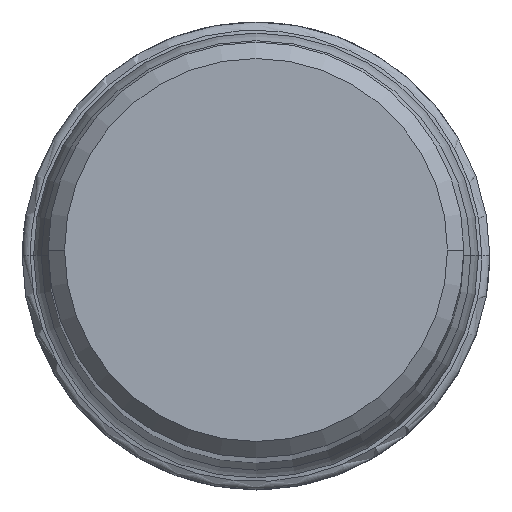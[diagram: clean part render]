
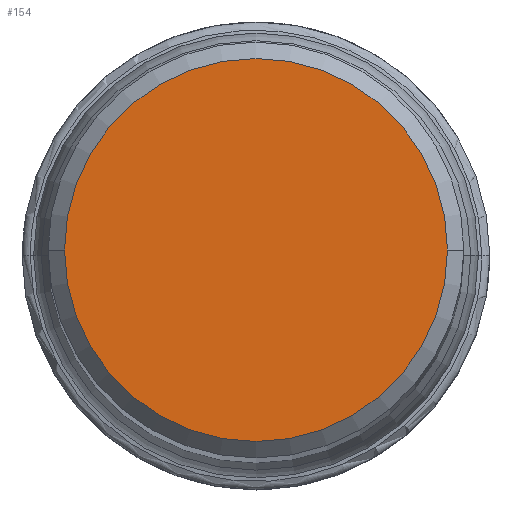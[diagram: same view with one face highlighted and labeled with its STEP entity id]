
A CAD part, top view. The second image highlights one B-rep face of the part: STEP entity #154.
In plain terms, the highlighted planar face has unit normal (0, 0, 1).
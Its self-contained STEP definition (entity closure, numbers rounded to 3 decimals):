
#30=PLANE('',#1043);
#154=ADVANCED_FACE('',(#213),#30,.F.);
#213=FACE_OUTER_BOUND('',#267,.T.);
#267=EDGE_LOOP('',(#458,#459,#460,#461));
#458=ORIENTED_EDGE('',*,*,#662,.T.);
#459=ORIENTED_EDGE('',*,*,#660,.T.);
#460=ORIENTED_EDGE('',*,*,#659,.T.);
#461=ORIENTED_EDGE('',*,*,#663,.T.);
#554=VERTEX_POINT('',#3998);
#555=VERTEX_POINT('',#4000);
#556=VERTEX_POINT('',#4002);
#557=VERTEX_POINT('',#4006);
#659=EDGE_CURVE('',#555,#554,#785,.T.);
#660=EDGE_CURVE('',#556,#555,#786,.T.);
#662=EDGE_CURVE('',#557,#556,#787,.T.);
#663=EDGE_CURVE('',#554,#557,#788,.T.);
#785=CIRCLE('',#1037,11.7);
#786=CIRCLE('',#1038,11.7);
#787=CIRCLE('',#1040,11.7);
#788=CIRCLE('',#1041,11.7);
#1037=AXIS2_PLACEMENT_3D('',#3999,#1289,#1290);
#1038=AXIS2_PLACEMENT_3D('',#4001,#1291,#1292);
#1040=AXIS2_PLACEMENT_3D('',#4005,#1296,#1297);
#1041=AXIS2_PLACEMENT_3D('',#4007,#1298,#1299);
#1043=AXIS2_PLACEMENT_3D('',#4009,#1302,#1303);
#1289=DIRECTION('',(0.,0.,1.));
#1290=DIRECTION('',(0.,-1.,0.));
#1291=DIRECTION('',(0.,0.,1.));
#1292=DIRECTION('',(-1.,0.,0.));
#1296=DIRECTION('',(0.,0.,1.));
#1297=DIRECTION('',(0.,1.,0.));
#1298=DIRECTION('',(0.,0.,1.));
#1299=DIRECTION('',(1.,0.,0.));
#1302=DIRECTION('',(0.,0.,-1.));
#1303=DIRECTION('',(1.,0.,0.));
#3998=CARTESIAN_POINT('',(11.7,0.,0.));
#3999=CARTESIAN_POINT('',(0.,0.,0.));
#4000=CARTESIAN_POINT('',(0.,-11.7,0.));
#4001=CARTESIAN_POINT('',(0.,0.,0.));
#4002=CARTESIAN_POINT('',(-11.7,0.,0.));
#4005=CARTESIAN_POINT('',(0.,0.,0.));
#4006=CARTESIAN_POINT('',(0.,11.7,0.));
#4007=CARTESIAN_POINT('',(0.,0.,0.));
#4009=CARTESIAN_POINT('',(0.,0.,0.));
